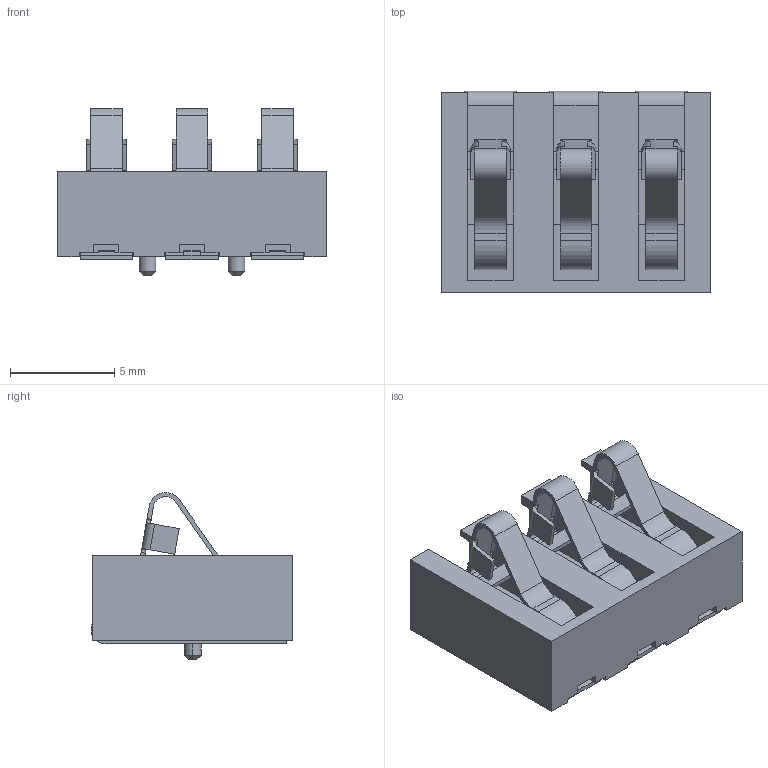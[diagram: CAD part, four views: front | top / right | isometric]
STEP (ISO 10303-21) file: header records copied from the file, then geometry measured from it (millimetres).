
FILE_DESCRIPTION(('eMachineShop Model'),'2;1');
FILE_NAME('BT-003E_1773096786.214.step', '2025-07-18T13:41:09',('eMachineShop'),('eMachineShop'), 'eMachineShop','eMachineShop','Unknown');
FILE_SCHEMA(('AUTOMOTIVE_DESIGN { 1 0 10303 214 1 1 1 1 }'));
Length unit declared in the file: millimetre
Products named in the file (404): eMachineShop; eMachineShop.1; eMachineShop.1.1; eMachineShop.1.2; eMachineShop.1.3; eMachineShop.1.4; eMachineShop.1.5; eMachineShop.1.6; eMachineShop.1.7; eMachineShop.1.8; eMachineShop.1.9; eMachineShop.1.10; eMachineShop.1.11; eMachineShop.1.12; eMachineShop.1.13; eMachineShop.1.14; eMachineShop.1.15; eMachineShop.1.16; eMachineShop.1.17; eMachineShop.1.18; eMachineShop.1.19; eMachineShop.1.20; eMachineShop.1.21; eMachineShop.1.22; eMachineShop.1.23; eMachineShop.1.24; eMachineShop.1.25; eMachineShop.1.26; eMachineShop.1.27; eMachineShop.1.28; eMachineShop.1.29; eMachineShop.1.30; eMachineShop.1.31; eMachineShop.1.32; eMachineShop.1.33; eMachineShop.1.34; eMachineShop.1.35; eMachineShop.1.36; eMachineShop.1.37; eMachineShop.1.38 ...
Assembly tree (403 placements, depth 3):
  eMachineShop
    eMachineShop.1
      eMachineShop.1.1
      eMachineShop.1.2
      eMachineShop.1.3
      eMachineShop.1.4
      eMachineShop.1.5
      eMachineShop.1.6
      eMachineShop.1.7
      eMachineShop.1.8
      eMachineShop.1.9
      eMachineShop.1.10
      eMachineShop.1.11
      eMachineShop.1.12
      eMachineShop.1.13
      eMachineShop.1.14
      eMachineShop.1.15
      eMachineShop.1.16
      eMachineShop.1.17
      eMachineShop.1.18
      eMachineShop.1.19
      eMachineShop.1.20
      eMachineShop.1.21
      eMachineShop.1.22
      eMachineShop.1.23
      eMachineShop.1.24
      eMachineShop.1.25
      eMachineShop.1.26
      eMachineShop.1.27
      eMachineShop.1.28
      eMachineShop.1.29
      eMachineShop.1.30
      eMachineShop.1.31
      eMachineShop.1.32
      eMachineShop.1.33
      eMachineShop.1.34
      eMachineShop.1.35
      eMachineShop.1.36
      eMachineShop.1.37
      eMachineShop.1.38
      eMachineShop.1.39
      eMachineShop.1.40
      eMachineShop.1.41
      eMachineShop.1.42
      eMachineShop.1.43
      eMachineShop.1.44
      eMachineShop.1.45
      eMachineShop.1.46
      eMachineShop.1.47
      eMachineShop.1.48
      eMachineShop.1.49
      eMachineShop.1.50
      eMachineShop.1.51
      eMachineShop.1.52
      eMachineShop.1.53
      eMachineShop.1.54
      eMachineShop.1.55
      eMachineShop.1.56
      eMachineShop.1.57
      eMachineShop.1.58
Bounding box: 12.9 x 9.68 x 8 mm (x, y, z)
Surface area: 1144.1 mm2 (no closed solid volume)
Topology: 0 solids, 399 shells, 399 faces, 2290 edges, 2290 vertices
Faces by surface type: bspline 295, revolution 104
Entity records: 48312 total; most frequent: CARTESIAN_POINT 11292, DIRECTION 5678, LINE 3902, VECTOR 3902, ORIENTED_EDGE 2290, EDGE_CURVE 2290, VERTEX_POINT 2290, SURFACE_CURVE 2290
